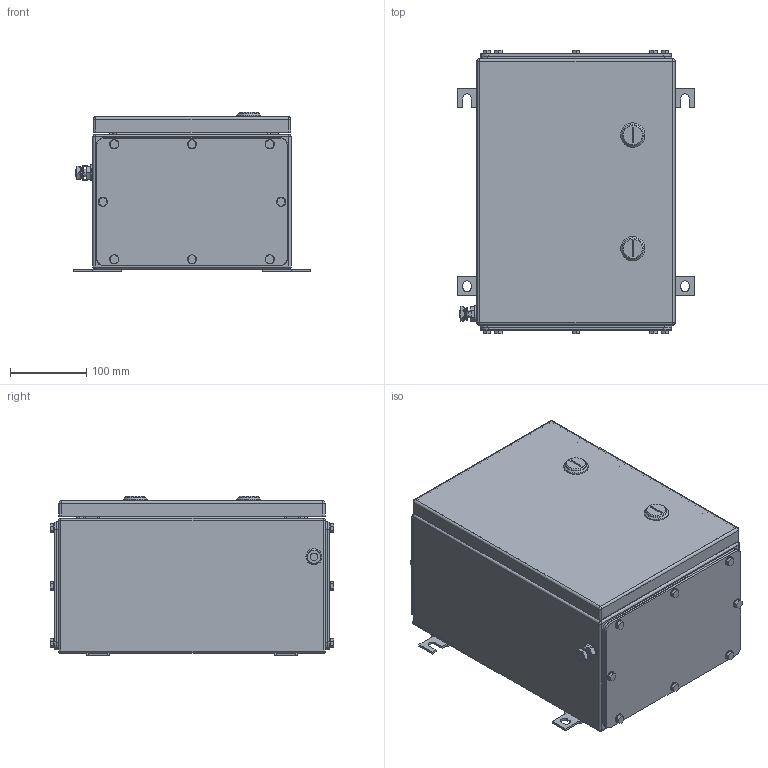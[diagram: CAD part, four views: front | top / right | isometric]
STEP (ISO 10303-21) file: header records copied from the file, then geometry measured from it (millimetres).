
FILE_DESCRIPTION(('CATIA V5 STEP Exchange','CAx-IF Rec.Pracs.--- Model Styling and Organization---1.4--- 2014-01-23'),'2;1');
FILE_NAME ('008791-7_5_1200180000_1200180000.stp','2022-10-04T06:51:57+00:00',('none'),('Weidmueller'),'CATIA Version 5-6 Release 2016 SP3 HF44','CATIA V5 STEP AP214','none');
FILE_SCHEMA(('AUTOMOTIVE_DESIGN { 1 0 10303 214 1 1 1 1 }'));
Length unit declared in the file: millimetre
Products named in the file (1): 1200180000
Bounding box: 311 x 372 x 209.8 mm (x, y, z)
Volume: 1060249.5 mm3; surface area: 1136204.5 mm2
Topology: 79 solids, 81 shells, 1643 faces, 3796 edges, 2376 vertices
Faces by surface type: plane 723, cylinder 702, cone 164, sphere 24, torus 22, bspline 8
Entity records: 44850 total; most frequent: CARTESIAN_POINT 9801, ORIENTED_EDGE 7456, DIRECTION 5903, EDGE_CURVE 3728, AXIS2_PLACEMENT_3D 2573, VERTEX_POINT 2376, VECTOR 2088, LINE 2088
